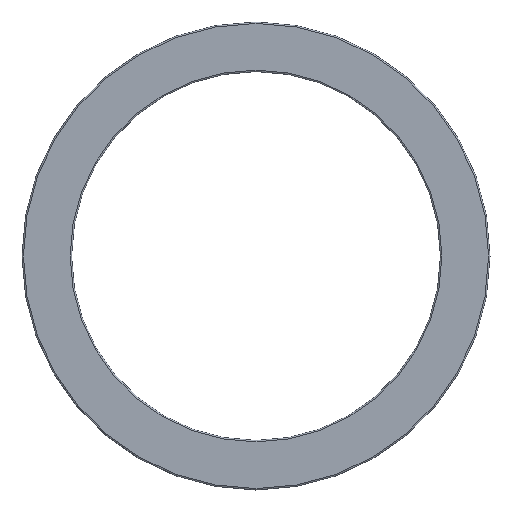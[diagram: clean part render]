
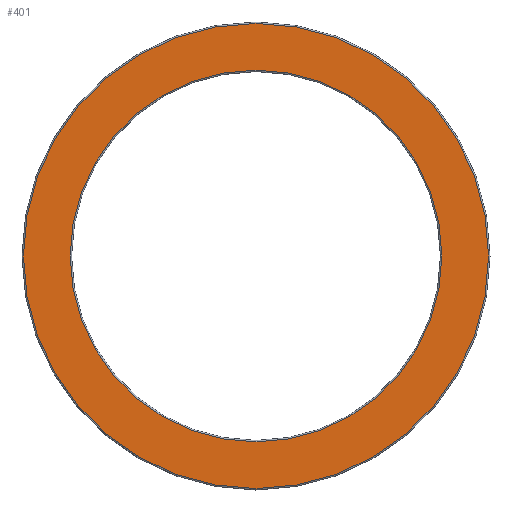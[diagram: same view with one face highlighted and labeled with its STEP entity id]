
A CAD part, left-side view. The second image highlights one B-rep face of the part: STEP entity #401.
In plain terms, the highlighted planar face has unit normal (-1, 0, 0).
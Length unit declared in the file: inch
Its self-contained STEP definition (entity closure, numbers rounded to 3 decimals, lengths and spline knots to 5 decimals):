
#96 = AXIS2_PLACEMENT_3D ( 'NONE', #754, #760, #436 ) ;
#99 = DIRECTION ( 'NONE',  ( -1., 0., 0. ) ) ;
#115 = FACE_BOUND ( 'NONE', #176, .T. ) ;
#128 = ORIENTED_EDGE ( 'NONE', *, *, #346, .T. ) ;
#141 = EDGE_CURVE ( 'NONE', #292, #292, #820, .T. ) ;
#158 = CARTESIAN_POINT ( 'NONE',  ( -0.5315, 0., 0. ) ) ;
#176 = EDGE_LOOP ( 'NONE', ( #567 ) ) ;
#226 = CARTESIAN_POINT ( 'NONE',  ( -0.5315, 0., 2.579 ) ) ;
#229 = CARTESIAN_POINT ( 'NONE',  ( -0.5315, 0., 3.228 ) ) ;
#292 = VERTEX_POINT ( 'NONE', #226 ) ;
#298 = CIRCLE ( 'NONE', #662, 3.228 ) ;
#346 = EDGE_CURVE ( 'NONE', #490, #490, #298, .T. ) ;
#367 = CARTESIAN_POINT ( 'NONE',  ( -0.5315, 0., 0. ) ) ;
#401 = ADVANCED_FACE ( 'NONE', ( #115, #510 ), #694, .F. ) ;
#428 = EDGE_LOOP ( 'NONE', ( #128 ) ) ;
#436 = DIRECTION ( 'NONE',  ( 0., 0., -1. ) ) ;
#490 = VERTEX_POINT ( 'NONE', #229 ) ;
#505 = DIRECTION ( 'NONE',  ( -1., 0., 0. ) ) ;
#510 = FACE_OUTER_BOUND ( 'NONE', #428, .T. ) ;
#562 = DIRECTION ( 'NONE',  ( 0., 0., 1. ) ) ;
#567 = ORIENTED_EDGE ( 'NONE', *, *, #141, .F. ) ;
#662 = AXIS2_PLACEMENT_3D ( 'NONE', #367, #505, #562 ) ;
#694 = PLANE ( 'NONE',  #96 ) ;
#754 = CARTESIAN_POINT ( 'NONE',  ( -0.5315, 0., 0. ) ) ;
#760 = DIRECTION ( 'NONE',  ( 1., 0., 0. ) ) ;
#786 = DIRECTION ( 'NONE',  ( 0., 0., 1. ) ) ;
#792 = AXIS2_PLACEMENT_3D ( 'NONE', #158, #99, #786 ) ;
#820 = CIRCLE ( 'NONE', #792, 2.579 ) ;
